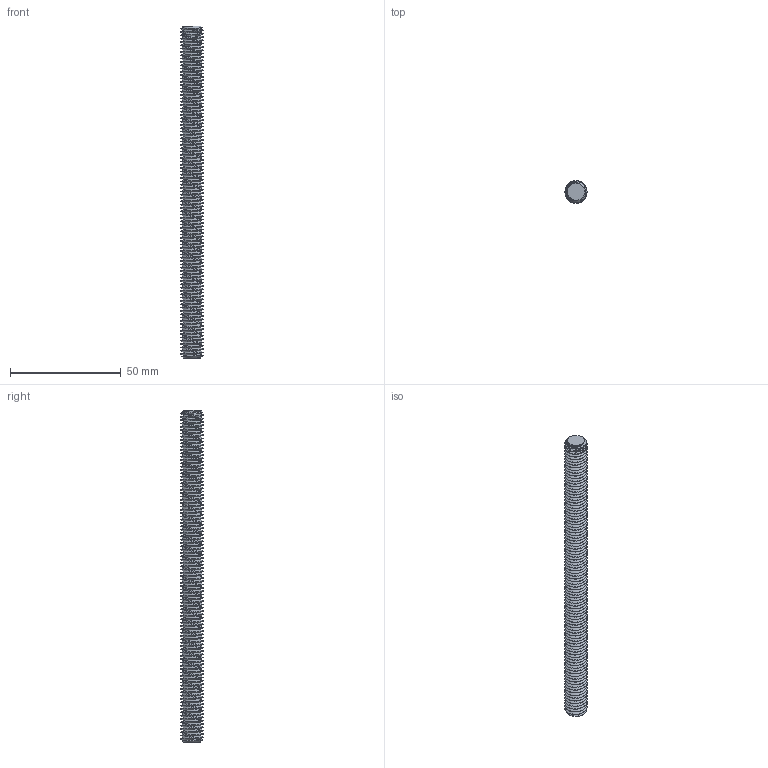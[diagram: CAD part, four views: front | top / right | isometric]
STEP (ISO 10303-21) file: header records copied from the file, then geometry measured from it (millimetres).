
FILE_DESCRIPTION(('FreeCAD Model'),'2;1');
FILE_NAME('Open CASCADE Shape Model','2022-12-09T18:55:13',('Author'),( ''),'Open CASCADE STEP processor 7.6','FreeCAD','Unknown');
FILE_SCHEMA(('AUTOMOTIVE_DESIGN { 1 0 10303 214 1 1 1 1 }'));
Products named in the file (1): Threaded Rod
Bounding box: 10 x 10 x 150 mm (x, y, z)
Volume: 9582.2 mm3; surface area: 7639.8 mm2
Topology: 1 solids, 1 shells, 225 faces, 646 edges, 424 vertices
Faces by surface type: cylinder 199, bspline 18, cone 5, plane 3
Full cylindrical faces by diameter (mm): 4 x1
Entity records: 43080 total; most frequent: CARTESIAN_POINT 32286, DIRECTION 1490, ORIENTED_EDGE 1292, PCURVE 1292, DEFINITIONAL_REPRESENTATION 1292, LINE 1054, VECTOR 1054, EDGE_CURVE 646
